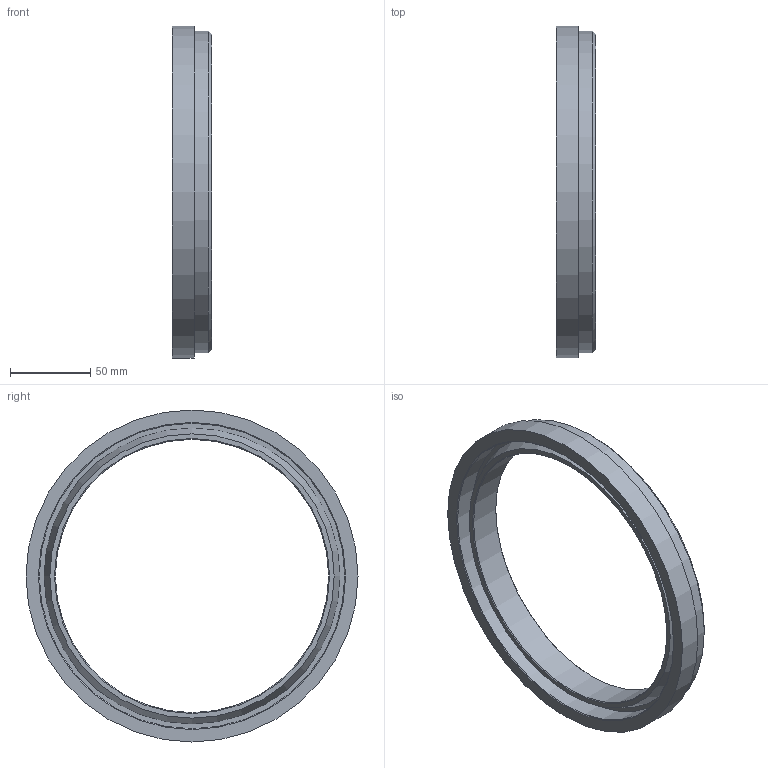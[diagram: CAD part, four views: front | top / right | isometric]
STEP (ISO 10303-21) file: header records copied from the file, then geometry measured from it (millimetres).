
FILE_DESCRIPTION(('STEP AP242'), '1');
FILE_NAME('17. Êîëüöî óïëîòíèòåëüíîå (ìåæäó êîëåñîì è êîðïóñîì ñåêöèè )', '', ('UNSPECIFIED'), ('UNSPECIFIED'), 'C3D Converter', 'C3D Toolkit', '');
FILE_SCHEMA(('AP242_MANAGED_MODEL_BASED_3D_ENGINEERING_MIM_LF { 1 0 10303 442 1 1 4 }'));
Length unit declared in the file: millimetre
Bounding box: 24.47 x 206.5 x 206.5 mm (x, y, z)
Volume: 192346.7 mm3; surface area: 58087.4 mm2
Topology: 1 solids, 1 shells, 14 faces, 23 edges, 14 vertices
Faces by surface type: cone 5, plane 5, cylinder 4
Full cylindrical faces by diameter (mm): 170 x1, 190 x1, 200 x1, 206.5 x1
Entity records: 440 total; most frequent: DIRECTION 58, CARTESIAN_POINT 43, AXIS2_PLACEMENT_3D 29, EDGE_LOOP 28, ORIENTED_EDGE 28, FACE_OUTER_BOUND 18, COLOUR_RGB 15, FILL_AREA_STYLE_COLOUR 15
